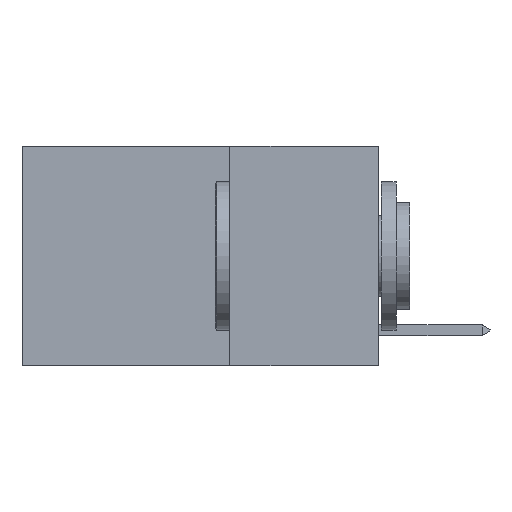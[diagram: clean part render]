
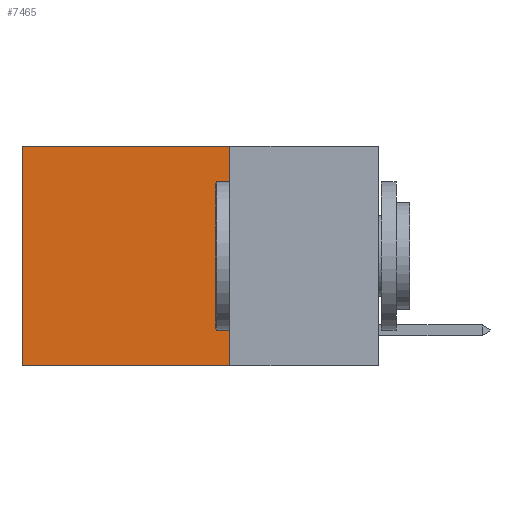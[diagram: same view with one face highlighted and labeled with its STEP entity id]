
A CAD part, left-side view. The second image highlights one B-rep face of the part: STEP entity #7465.
In plain terms, the highlighted planar face has unit normal (-1, 0, 0).
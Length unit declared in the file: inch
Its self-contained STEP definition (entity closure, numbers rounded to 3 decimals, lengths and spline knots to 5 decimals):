
#172 = EDGE_CURVE ( 'NONE', #1749, #4650, #687, .T. ) ;
#232 = CARTESIAN_POINT ( 'NONE',  ( 0.2625, 0.6, -0.37 ) ) ;
#265 = ORIENTED_EDGE ( 'NONE', *, *, #172, .T. ) ;
#509 = FACE_OUTER_BOUND ( 'NONE', #16316, .T. ) ;
#687 = LINE ( 'NONE', #7881, #10727 ) ;
#706 = DIRECTION ( 'NONE',  ( 0., 1., 0. ) ) ;
#876 = PLANE ( 'NONE',  #16549 ) ;
#1299 = CARTESIAN_POINT ( 'NONE',  ( 0.2625, 0.25, 0. ) ) ;
#1663 = VERTEX_POINT ( 'NONE', #8280 ) ;
#1749 = VERTEX_POINT ( 'NONE', #4661 ) ;
#2229 = DIRECTION ( 'NONE',  ( 1., 0., 0. ) ) ;
#2769 = EDGE_CURVE ( 'NONE', #13306, #1663, #9441, .T. ) ;
#4080 = VECTOR ( 'NONE', #14560, 39.37008 ) ;
#4650 = VERTEX_POINT ( 'NONE', #232 ) ;
#4661 = CARTESIAN_POINT ( 'NONE',  ( 0.2625, 0.6, 0. ) ) ;
#4930 = ORIENTED_EDGE ( 'NONE', *, *, #12317, .F. ) ;
#5967 = CARTESIAN_POINT ( 'NONE',  ( 0.2625, 0.25, -0.37 ) ) ;
#6248 = CARTESIAN_POINT ( 'NONE',  ( 0.2625, 0.25, 0. ) ) ;
#6379 = VECTOR ( 'NONE', #10430, 39.37008 ) ;
#7465 = ADVANCED_FACE ( 'NONE', ( #509 ), #876, .F. ) ;
#7540 = DIRECTION ( 'NONE',  ( 0., 0., -1. ) ) ;
#7833 = EDGE_CURVE ( 'NONE', #13306, #1749, #14272, .T. ) ;
#7857 = ORIENTED_EDGE ( 'NONE', *, *, #2769, .F. ) ;
#7881 = CARTESIAN_POINT ( 'NONE',  ( 0.2625, 0.6, 0. ) ) ;
#8280 = CARTESIAN_POINT ( 'NONE',  ( 0.2625, 0.25, -0.37 ) ) ;
#8719 = CARTESIAN_POINT ( 'NONE',  ( 0.2625, 0.25, 0. ) ) ;
#9441 = LINE ( 'NONE', #1299, #6379 ) ;
#9768 = VECTOR ( 'NONE', #706, 39.37008 ) ;
#10430 = DIRECTION ( 'NONE',  ( 0., 0., -1. ) ) ;
#10727 = VECTOR ( 'NONE', #7540, 39.37008 ) ;
#10774 = CARTESIAN_POINT ( 'NONE',  ( 0.2625, 0.25, 0. ) ) ;
#10974 = LINE ( 'NONE', #5967, #9768 ) ;
#11318 = DIRECTION ( 'NONE',  ( 0., 0., -1. ) ) ;
#12317 = EDGE_CURVE ( 'NONE', #1663, #4650, #10974, .T. ) ;
#13306 = VERTEX_POINT ( 'NONE', #6248 ) ;
#14272 = LINE ( 'NONE', #10774, #4080 ) ;
#14560 = DIRECTION ( 'NONE',  ( 0., 1., 0. ) ) ;
#14891 = ORIENTED_EDGE ( 'NONE', *, *, #7833, .T. ) ;
#16316 = EDGE_LOOP ( 'NONE', ( #265, #4930, #7857, #14891 ) ) ;
#16549 = AXIS2_PLACEMENT_3D ( 'NONE', #8719, #2229, #11318 ) ;
